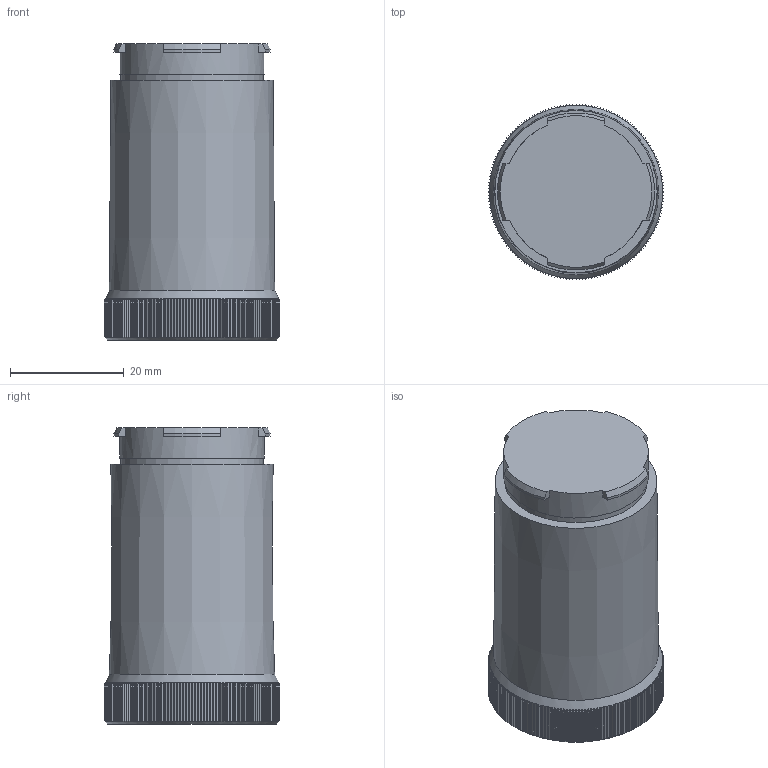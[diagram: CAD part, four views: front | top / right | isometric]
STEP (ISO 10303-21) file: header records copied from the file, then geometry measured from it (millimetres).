
FILE_DESCRIPTION(/* description */ (''),/* implementation_level */ '2;1');
FILE_NAME(/* name */ 'C30 Calotte.stp',/* time_stamp */ '2013-04-16T13:25:53+02:00',/* author */ (''),/* organization */ (''),/* preprocessor_version */ 'ST-DEVELOPER v11',/* originating_system */ 'SIEMENS PLM Software NX 7.5',/* authorisation */ '');
FILE_SCHEMA (('AUTOMOTIVE_DESIGN { 1 0 10303 214 1 1 1 1 }'));
Length unit declared in the file: millimetre
Products named in the file (1): m.ne6B38c4tx
Bounding box: 30.8 x 30.8 x 52 mm (x, y, z)
Volume: 32753.3 mm3; surface area: 7390.7 mm2
Topology: 1 solids, 2 shells, 598 faces, 1771 edges, 1180 vertices
Faces by surface type: plane 403, cylinder 188, cone 7
Full cylindrical faces by diameter (mm): 22.993 x1, 25 x1, 25.4 x1, 29.3 x1
Entity records: 19214 total; most frequent: CARTESIAN_POINT 4995, ORIENTED_EDGE 3524, DIRECTION 2622, EDGE_CURVE 1762, VERTEX_POINT 1178, AXIS2_PLACEMENT_3D 989, LINE 644, VECTOR 644
